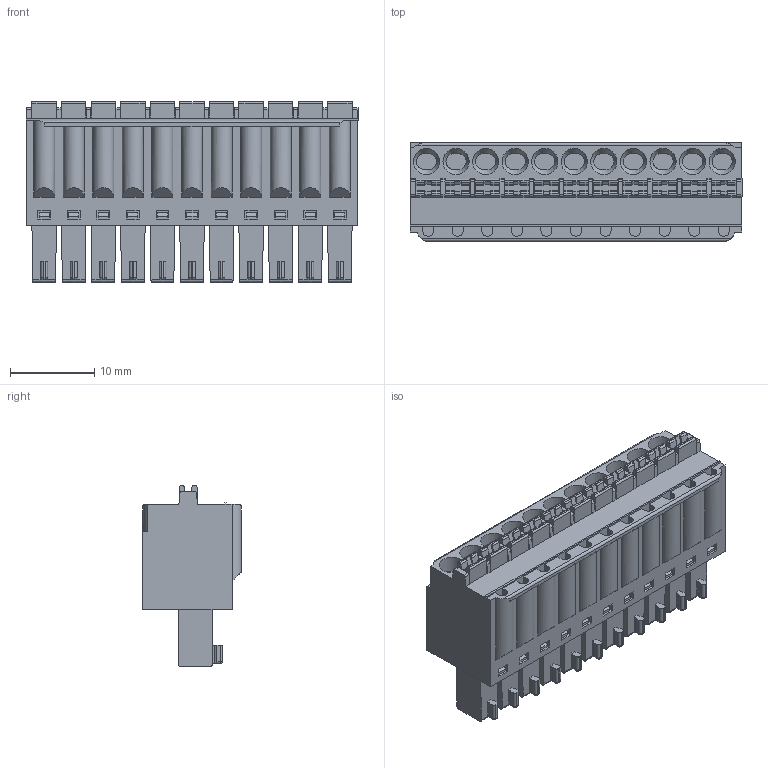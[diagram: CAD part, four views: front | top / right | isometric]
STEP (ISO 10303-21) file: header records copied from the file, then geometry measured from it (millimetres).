
FILE_DESCRIPTION(('STEP AP214'),'1');
FILE_NAME('SHM11-3,5-P.stp','2018-09-11T16:24:57',(' '),(' '),'Spatial InterOp 3D',' ',' ');
FILE_SCHEMA(('automotive_design'));
Length unit declared in the file: metre
Products named in the file (1): 1
Bounding box: 39.3 x 11.7 x 21.4 mm (x, y, z)
Volume: 5927.5 mm3; surface area: 4641.7 mm2
Topology: 1 solids, 1 shells, 1108 faces, 3001 edges, 1982 vertices
Faces by surface type: plane 774, cylinder 257, cone 33, sphere 22, extrusion 11, torus 11
Full cylindrical faces by diameter (mm): 1.2 x11, 3.1 x11
Entity records: 43739 total; most frequent: CARTESIAN_POINT 7353, ORIENTED_EDGE 5760, DIRECTION 5462, EDGE_CURVE 2880, VECTOR 2180, LINE 2169, VERTEX_POINT 1938, AXIS2_PLACEMENT_3D 1641
